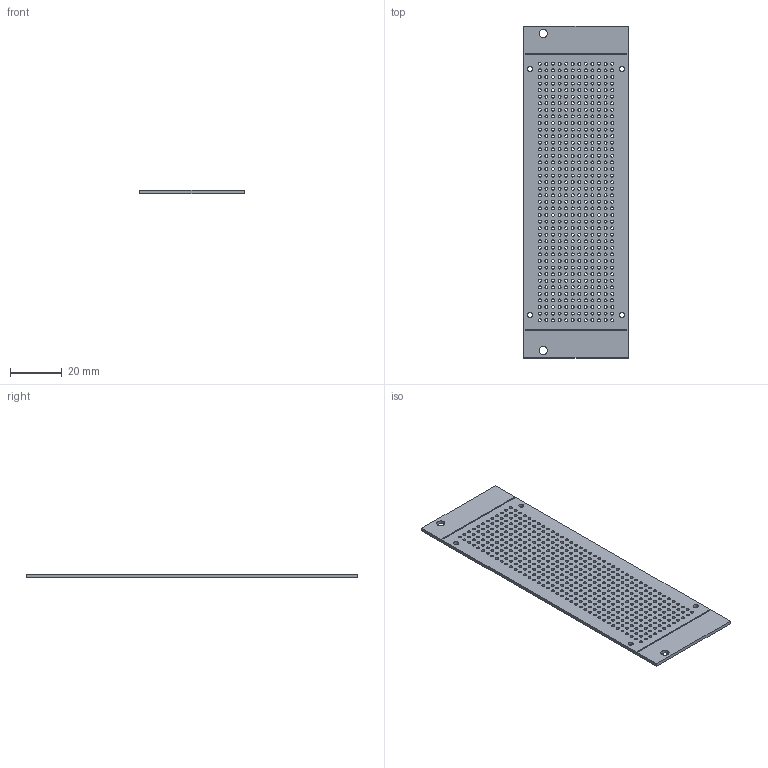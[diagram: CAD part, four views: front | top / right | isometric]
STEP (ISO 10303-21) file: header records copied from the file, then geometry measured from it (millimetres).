
FILE_DESCRIPTION(('PCB Model'),'2;1');
FILE_NAME( 'Stripboard-480.STEP', '2018-01-08T18:33:32',('suku'),('Unspecified'), 'Open CASCADE STEP processor 6.8','Proteus','Unknown');
FILE_SCHEMA(('CONFIG_CONTROL_DESIGN','SHAPE_APPEARANCE_LAYER_MIM'));
Length unit declared in the file: millimetre
Products named in the file (2): Open CASCADE STEP translator 6.8 2; Layer_1
Assembly tree (1 placements, depth 2):
  Open CASCADE STEP translator 6.8 2
    Layer_1
Bounding box: 40.26 x 128.3 x 1.25 mm (x, y, z)
Volume: 5791.2 mm3; surface area: 12082.7 mm2
Topology: 1 solids, 1 shells, 1286 faces, 3852 edges, 2568 vertices
Faces by surface type: cylinder 1280, plane 6
Entity records: 46973 total; most frequent: CARTESIAN_POINT 8348, DIRECTION 8348, ORIENTED_EDGE 7704, EDGE_CURVE 3852, AXIS2_PLACEMENT_3D 3848, VERTEX_POINT 2568, FACE_BOUND 2566, EDGE_LOOP 2566
